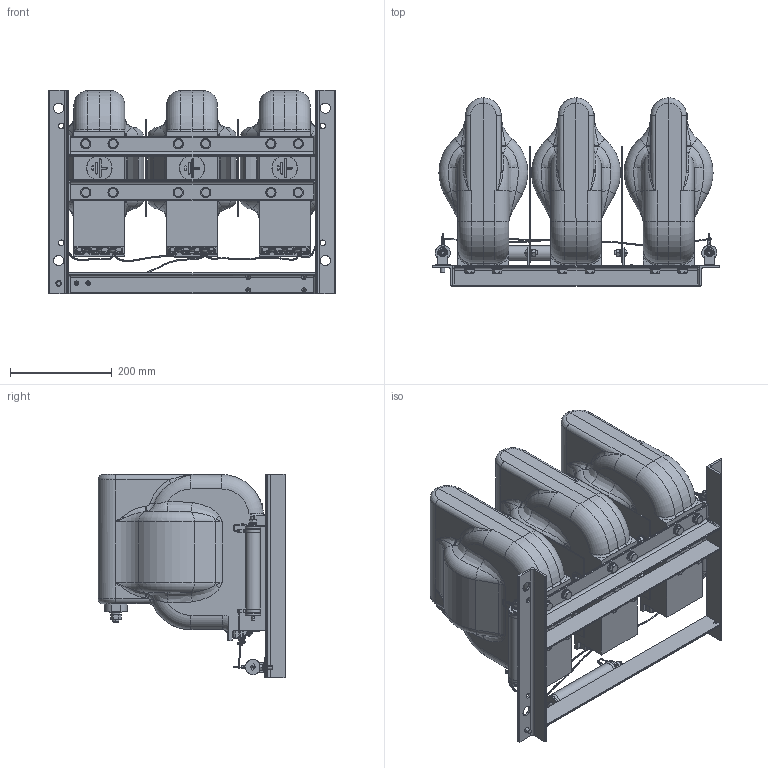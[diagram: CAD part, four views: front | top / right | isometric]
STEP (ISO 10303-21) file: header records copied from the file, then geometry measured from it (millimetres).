
FILE_DESCRIPTION (( 'STEP AP203' ), '1' );
FILE_NAME ('3孈迓冾.STEP', '2016-01-29T08:41:34', ( '' ), ( '' ), 'SwSTEP 2.0', 'SolidWorks 2010', '' );
FILE_SCHEMA (( 'CONFIG_CONTROL_DESIGN' ));
Length unit declared in the file: millimetre
Products named in the file (1): 3孈迓冾
Bounding box: 565 x 370 x 400 mm (x, y, z)
Surface area: 1528115.5 mm2 (no closed solid volume)
Topology: 0 solids, 255 shells, 1731 faces, 6309 edges, 4717 vertices
Faces by surface type: plane 689, cylinder 377, bspline 346, cone 167, torus 103, sphere 49
Entity records: 96115 total; most frequent: CARTESIAN_POINT 45919, DIRECTION 10060, ORIENTED_EDGE 9220, EDGE_CURVE 6297, VERTEX_POINT 4717, AXIS2_PLACEMENT_3D 3752, VECTOR 2556, LINE 2556
